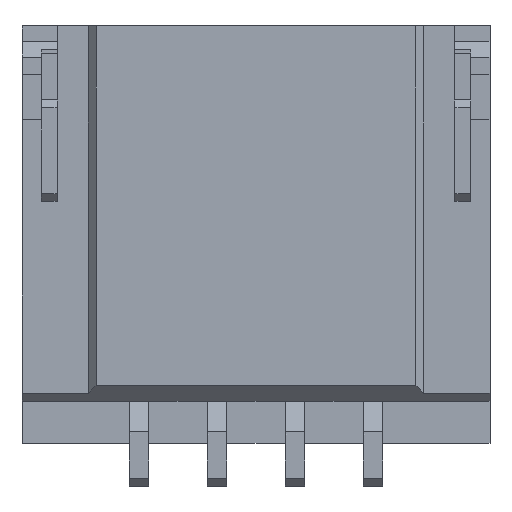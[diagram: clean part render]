
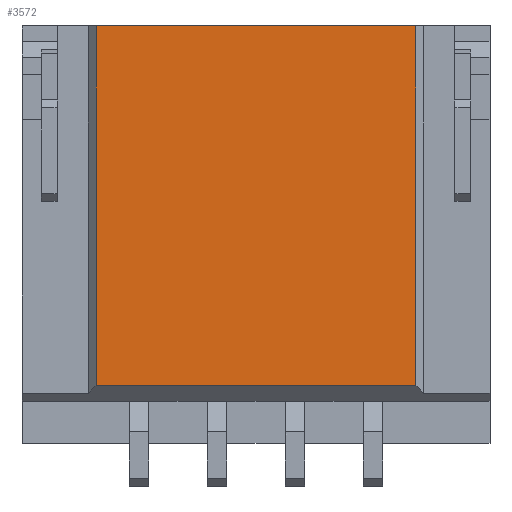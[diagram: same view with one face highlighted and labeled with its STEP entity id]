
A CAD part, front view. The second image highlights one B-rep face of the part: STEP entity #3572.
In plain terms, the highlighted planar face has unit normal (0, -1, 0).
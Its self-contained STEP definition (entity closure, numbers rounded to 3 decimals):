
#631=DIRECTION('',(1.,0.,0.));
#632=VECTOR('',#631,4.1);
#633=CARTESIAN_POINT('',(-2.05,-1.585,5.35));
#634=LINE('',#633,#632);
#827=DIRECTION('',(1.,0.,0.));
#828=VECTOR('',#827,4.1);
#829=CARTESIAN_POINT('',(-2.05,-1.585,0.74));
#830=LINE('',#829,#828);
#831=DIRECTION('',(0.,0.,1.));
#832=VECTOR('',#831,4.61);
#833=CARTESIAN_POINT('',(-2.05,-1.585,0.74));
#834=LINE('',#833,#832);
#839=DIRECTION('',(0.,0.,1.));
#840=VECTOR('',#839,4.61);
#841=CARTESIAN_POINT('',(2.05,-1.585,0.74));
#842=LINE('',#841,#840);
#1914=CARTESIAN_POINT('',(-2.05,-1.585,5.35));
#1916=VERTEX_POINT('',#1914);
#1917=CARTESIAN_POINT('',(2.05,-1.585,5.35));
#1918=VERTEX_POINT('',#1917);
#2499=CARTESIAN_POINT('',(-2.05,-1.585,0.74));
#2500=VERTEX_POINT('',#2499);
#2501=CARTESIAN_POINT('',(2.05,-1.585,0.74));
#2502=VERTEX_POINT('',#2501);
#3560=CARTESIAN_POINT('',(-2.05,-1.585,0.));
#3561=DIRECTION('',(0.,-1.,0.));
#3562=DIRECTION('',(1.,0.,0.));
#3563=AXIS2_PLACEMENT_3D('',#3560,#3561,#3562);
#3564=PLANE('',#3563);
#3565=ORIENTED_EDGE('',*,*,#3545,.F.);
#3566=ORIENTED_EDGE('',*,*,#3533,.T.);
#3567=ORIENTED_EDGE('',*,*,#3244,.T.);
#3569=ORIENTED_EDGE('',*,*,#3568,.F.);
#3570=EDGE_LOOP('',(#3565,#3566,#3567,#3569));
#3571=FACE_OUTER_BOUND('',#3570,.F.);
#3572=ADVANCED_FACE('',(#3571),#3564,.T.);
#3244=EDGE_CURVE('',#1916,#1918,#634,.T.);
#3533=EDGE_CURVE('',#2500,#1916,#834,.T.);
#3545=EDGE_CURVE('',#2500,#2502,#830,.T.);
#3568=EDGE_CURVE('',#2502,#1918,#842,.T.);
